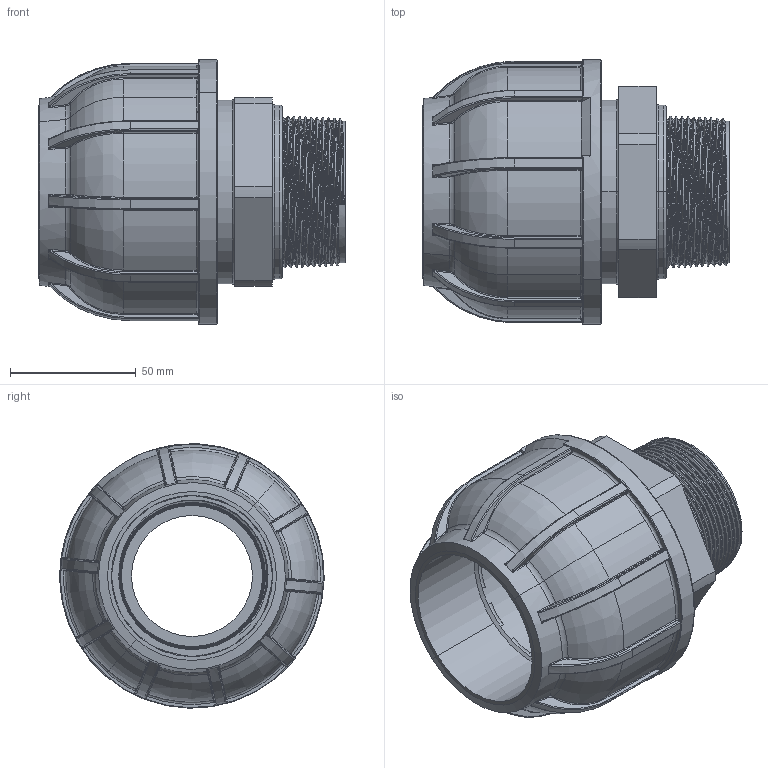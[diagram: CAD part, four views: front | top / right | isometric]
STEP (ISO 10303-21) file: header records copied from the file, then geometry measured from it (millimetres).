
FILE_DESCRIPTION (( 'STEP AP203' ), '1' );
FILE_NAME ('R203.063.002.step', '2013-11-19T09:07:24', ( 'Alusic' ), ( 'Alusic' ), 'SwSTEP 2.0', 'SolidWorks 2011', '' );
FILE_SCHEMA (( 'CONFIG_CONTROL_DESIGN' ));
Products named in the file (1): R203.063.002
Bounding box: 121.8 x 104.97 x 104.97 mm (x, y, z)
Surface area: 91063.9 mm2 (no closed solid volume)
Topology: 0 solids, 25 shells, 622 faces, 2208 edges, 1532 vertices
Faces by surface type: cylinder 160, bspline 150, torus 142, plane 135, cone 33, sphere 2
Entity records: 46526 total; most frequent: CARTESIAN_POINT 29692, ORIENTED_EDGE 3684, DIRECTION 3037, EDGE_CURVE 2208, VERTEX_POINT 1532, AXIS2_PLACEMENT_3D 1288, B_SPLINE_CURVE_WITH_KNOTS 889, CIRCLE 815
